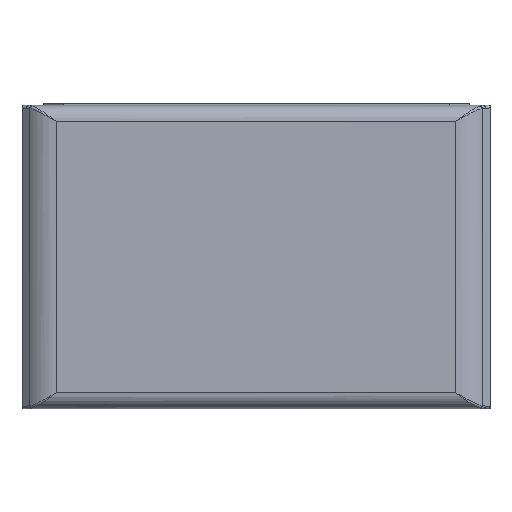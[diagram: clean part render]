
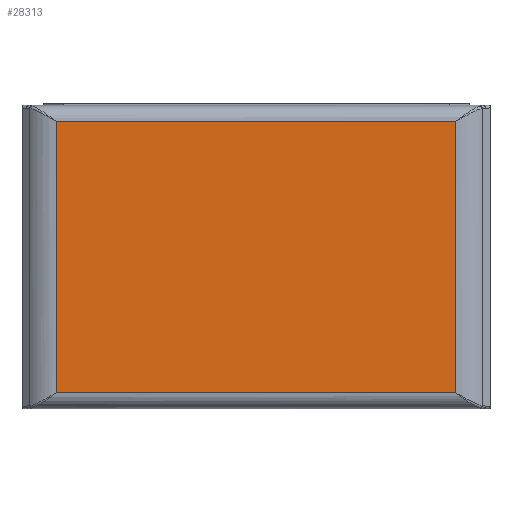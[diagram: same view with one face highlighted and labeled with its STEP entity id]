
A CAD part, front view. The second image highlights one B-rep face of the part: STEP entity #28313.
In plain terms, the highlighted planar face has unit normal (0, -1, 0).
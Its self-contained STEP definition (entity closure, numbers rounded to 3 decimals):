
#1882 = VECTOR ( 'NONE', #7675, 1000. ) ;
#4131 = EDGE_CURVE ( 'NONE', #27494, #61028, #29361, .T. ) ;
#5948 = VECTOR ( 'NONE', #40269, 1000. ) ;
#7675 = DIRECTION ( 'NONE',  ( -1., 0., 0. ) ) ;
#13115 = ORIENTED_EDGE ( 'NONE', *, *, #4131, .F. ) ;
#13816 = CARTESIAN_POINT ( 'NONE',  ( -37.334, -4., 25.1 ) ) ;
#15657 = CARTESIAN_POINT ( 'NONE',  ( -37.334, -4., -25.5 ) ) ;
#19500 = EDGE_CURVE ( 'NONE', #41597, #40378, #61648, .T. ) ;
#22040 = FACE_OUTER_BOUND ( 'NONE', #35561, .T. ) ;
#22676 = DIRECTION ( 'NONE',  ( 0., 0., -1. ) ) ;
#25488 = CARTESIAN_POINT ( 'NONE',  ( -43.734, -4., -28.5 ) ) ;
#27494 = VERTEX_POINT ( 'NONE', #43537 ) ;
#28313 = ADVANCED_FACE ( 'NONE', ( #22040 ), #63022, .F. ) ;
#28973 = CARTESIAN_POINT ( 'NONE',  ( -37.334, -4., -28.5 ) ) ;
#29361 = LINE ( 'NONE', #49827, #41992 ) ;
#29731 = ORIENTED_EDGE ( 'NONE', *, *, #41562, .F. ) ;
#30958 = DIRECTION ( 'NONE',  ( 0., 0., 1. ) ) ;
#35561 = EDGE_LOOP ( 'NONE', ( #29731, #61928, #65731, #13115 ) ) ;
#36970 = CARTESIAN_POINT ( 'NONE',  ( 37.167, -4., -25.5 ) ) ;
#37384 = VECTOR ( 'NONE', #53121, 1000. ) ;
#39089 = LINE ( 'NONE', #42015, #37384 ) ;
#40269 = DIRECTION ( 'NONE',  ( 0., 0., 1. ) ) ;
#40378 = VERTEX_POINT ( 'NONE', #13816 ) ;
#41562 = EDGE_CURVE ( 'NONE', #40378, #27494, #39089, .T. ) ;
#41597 = VERTEX_POINT ( 'NONE', #15657 ) ;
#41992 = VECTOR ( 'NONE', #22676, 1000. ) ;
#42015 = CARTESIAN_POINT ( 'NONE',  ( -43.734, -4., 25.1 ) ) ;
#43289 = LINE ( 'NONE', #46086, #1882 ) ;
#43537 = CARTESIAN_POINT ( 'NONE',  ( 37.167, -4., 25.1 ) ) ;
#44729 = AXIS2_PLACEMENT_3D ( 'NONE', #25488, #63264, #30958 ) ;
#46086 = CARTESIAN_POINT ( 'NONE',  ( -43.734, -4., -25.5 ) ) ;
#49716 = EDGE_CURVE ( 'NONE', #61028, #41597, #43289, .T. ) ;
#49827 = CARTESIAN_POINT ( 'NONE',  ( 37.167, -4., -28.5 ) ) ;
#53121 = DIRECTION ( 'NONE',  ( 1., 0., 0. ) ) ;
#61028 = VERTEX_POINT ( 'NONE', #36970 ) ;
#61648 = LINE ( 'NONE', #28973, #5948 ) ;
#61928 = ORIENTED_EDGE ( 'NONE', *, *, #19500, .F. ) ;
#63022 = PLANE ( 'NONE',  #44729 ) ;
#63264 = DIRECTION ( 'NONE',  ( 0., 1., 0. ) ) ;
#65731 = ORIENTED_EDGE ( 'NONE', *, *, #49716, .F. ) ;
